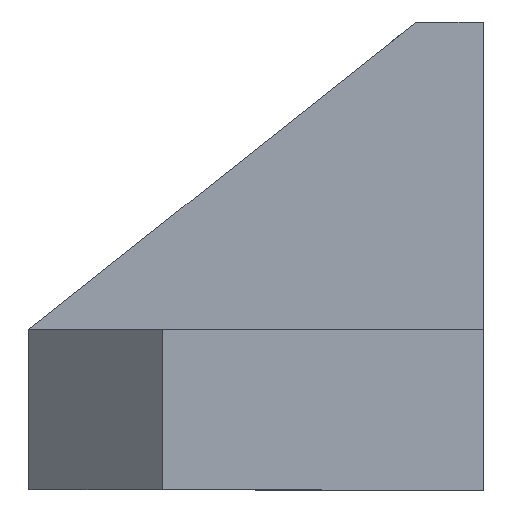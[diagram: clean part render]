
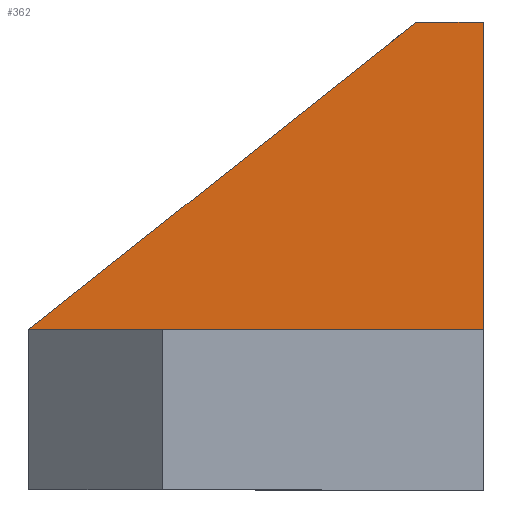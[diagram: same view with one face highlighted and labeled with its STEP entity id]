
A CAD part, left-side view. The second image highlights one B-rep face of the part: STEP entity #362.
In plain terms, the highlighted planar face has unit normal (-1, 0, 0).
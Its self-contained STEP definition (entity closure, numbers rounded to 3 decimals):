
#12 = EDGE_CURVE ( 'NONE', #864, #1427, #2498, .T. ) ;
#57 = EDGE_CURVE ( 'NONE', #864, #2686, #2992, .T. ) ;
#82 = LINE ( 'NONE', #2613, #207 ) ;
#183 = CARTESIAN_POINT ( 'NONE',  ( -62.4, 0., 5.75 ) ) ;
#207 = VECTOR ( 'NONE', #364, 1000. ) ;
#248 = CARTESIAN_POINT ( 'NONE',  ( -62.4, 17., 5.75 ) ) ;
#362 = ADVANCED_FACE ( 'NONE', ( #3087 ), #932, .T. ) ;
#364 = DIRECTION ( 'NONE',  ( 0., 0., -1. ) ) ;
#492 = ORIENTED_EDGE ( 'NONE', *, *, #640, .F. ) ;
#640 = EDGE_CURVE ( 'NONE', #2686, #3555, #1001, .T. ) ;
#744 = ORIENTED_EDGE ( 'NONE', *, *, #57, .F. ) ;
#864 = VERTEX_POINT ( 'NONE', #248 ) ;
#932 = PLANE ( 'NONE',  #1709 ) ;
#990 = VECTOR ( 'NONE', #2244, 1000. ) ;
#1001 = LINE ( 'NONE', #3607, #2953 ) ;
#1211 = EDGE_CURVE ( 'NONE', #3555, #1427, #82, .T. ) ;
#1251 = EDGE_LOOP ( 'NONE', ( #744, #3302, #1776, #492 ) ) ;
#1427 = VERTEX_POINT ( 'NONE', #183 ) ;
#1709 = AXIS2_PLACEMENT_3D ( 'NONE', #2647, #3197, #2097 ) ;
#1743 = VECTOR ( 'NONE', #2563, 1000. ) ;
#1776 = ORIENTED_EDGE ( 'NONE', *, *, #1211, .F. ) ;
#1903 = DIRECTION ( 'NONE',  ( 0., -1., 0. ) ) ;
#2097 = DIRECTION ( 'NONE',  ( 0., 0., -1. ) ) ;
#2244 = DIRECTION ( 'NONE',  ( 0., -0.783, 0.621 ) ) ;
#2498 = LINE ( 'NONE', #3394, #1743 ) ;
#2563 = DIRECTION ( 'NONE',  ( 0., -1., 0. ) ) ;
#2613 = CARTESIAN_POINT ( 'NONE',  ( -62.4, 0., 17.25 ) ) ;
#2647 = CARTESIAN_POINT ( 'NONE',  ( -62.4, 0., 0. ) ) ;
#2686 = VERTEX_POINT ( 'NONE', #3409 ) ;
#2860 = CARTESIAN_POINT ( 'NONE',  ( -62.4, 17., 5.75 ) ) ;
#2953 = VECTOR ( 'NONE', #1903, 1000. ) ;
#2992 = LINE ( 'NONE', #2860, #990 ) ;
#3087 = FACE_OUTER_BOUND ( 'NONE', #1251, .T. ) ;
#3197 = DIRECTION ( 'NONE',  ( -1., 0., 0. ) ) ;
#3231 = CARTESIAN_POINT ( 'NONE',  ( -62.4, 0., 17.25 ) ) ;
#3302 = ORIENTED_EDGE ( 'NONE', *, *, #12, .T. ) ;
#3394 = CARTESIAN_POINT ( 'NONE',  ( -62.4, 17., 5.75 ) ) ;
#3409 = CARTESIAN_POINT ( 'NONE',  ( -62.4, 2.5, 17.25 ) ) ;
#3555 = VERTEX_POINT ( 'NONE', #3231 ) ;
#3607 = CARTESIAN_POINT ( 'NONE',  ( -62.4, 0., 17.25 ) ) ;
